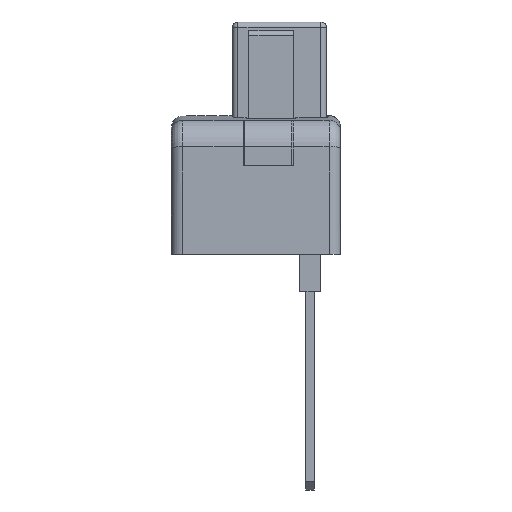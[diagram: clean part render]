
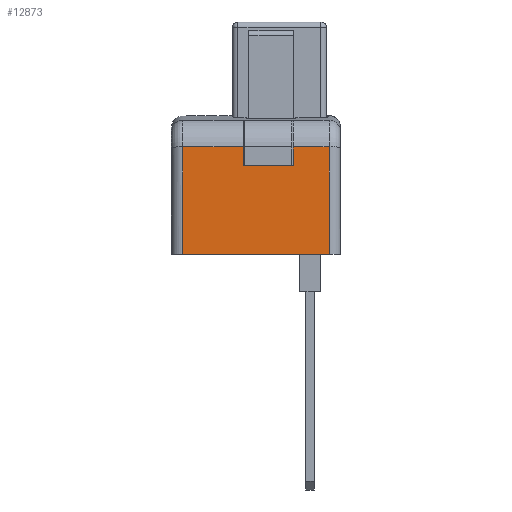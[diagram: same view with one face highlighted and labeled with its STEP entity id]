
A CAD part, front view. The second image highlights one B-rep face of the part: STEP entity #12873.
In plain terms, the highlighted planar face has unit normal (0, -1, 0).
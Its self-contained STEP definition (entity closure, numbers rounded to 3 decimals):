
#11865 = VERTEX_POINT ( 'NONE', #18966 ) ;
#11870 = EDGE_CURVE ( 'NONE', #11865, #11873, #18965, .T. ) ;
#11873 = VERTEX_POINT ( 'NONE', #18961 ) ;
#12705 = VERTEX_POINT ( 'NONE', #20176 ) ;
#12709 = EDGE_CURVE ( 'NONE', #12711, #12705, #20175, .T. ) ;
#12711 = VERTEX_POINT ( 'NONE', #20171 ) ;
#12717 = VERTEX_POINT ( 'NONE', #20164 ) ;
#12721 = EDGE_CURVE ( 'NONE', #12723, #12717, #20226, .T. ) ;
#12723 = VERTEX_POINT ( 'NONE', #20222 ) ;
#12832 = ORIENTED_EDGE ( 'NONE', *, *, #12833, .F. ) ;
#12833 = EDGE_CURVE ( 'NONE', #12723, #12705, #20390, .T. ) ;
#12835 = ORIENTED_EDGE ( 'NONE', *, *, #12721, .T. ) ;
#12836 = ORIENTED_EDGE ( 'NONE', *, *, #12837, .T. ) ;
#12837 = EDGE_CURVE ( 'NONE', #12717, #12839, #20386, .T. ) ;
#12839 = VERTEX_POINT ( 'NONE', #20437 ) ;
#12841 = ORIENTED_EDGE ( 'NONE', *, *, #12843, .T. ) ;
#12843 = EDGE_CURVE ( 'NONE', #12839, #11873, #20436, .T. ) ;
#12846 = ORIENTED_EDGE ( 'NONE', *, *, #11870, .F. ) ;
#12849 = ORIENTED_EDGE ( 'NONE', *, *, #12852, .T. ) ;
#12852 = EDGE_CURVE ( 'NONE', #11865, #12854, #20432, .T. ) ;
#12854 = VERTEX_POINT ( 'NONE', #20428 ) ;
#12856 = ORIENTED_EDGE ( 'NONE', *, *, #12959, .T. ) ;
#12873 = ADVANCED_FACE ( 'NONE', ( #20441 ), #20462, .T. ) ;
#12874 = EDGE_LOOP ( 'NONE', ( #12832, #12835, #12836, #12841, #12846, #12849, #12856, #12961 ) ) ;
#12959 = EDGE_CURVE ( 'NONE', #12854, #12711, #20561, .T. ) ;
#12961 = ORIENTED_EDGE ( 'NONE', *, *, #12709, .T. ) ;
#18961 = CARTESIAN_POINT ( 'NONE',  ( 2.5, -40.527, -19.886 ) ) ;
#18962 = DIRECTION ( 'NONE',  ( -1., 0., 0. ) ) ;
#18963 = VECTOR ( 'NONE', #18962, 1000. ) ;
#18964 = CARTESIAN_POINT ( 'NONE',  ( 31., -40.527, -19.886 ) ) ;
#18965 = LINE ( 'NONE', #18964, #18963 ) ;
#18966 = CARTESIAN_POINT ( 'NONE',  ( 29., -40.527, -19.886 ) ) ;
#20164 = CARTESIAN_POINT ( 'NONE',  ( 13.5, -40.527, -0.463 ) ) ;
#20171 = CARTESIAN_POINT ( 'NONE',  ( 22.5, -40.527, -0.463 ) ) ;
#20172 = DIRECTION ( 'NONE',  ( 0., 0., -1. ) ) ;
#20173 = VECTOR ( 'NONE', #20172, 1000. ) ;
#20174 = CARTESIAN_POINT ( 'NONE',  ( 22.5, -40.527, -19.886 ) ) ;
#20175 = LINE ( 'NONE', #20174, #20173 ) ;
#20176 = CARTESIAN_POINT ( 'NONE',  ( 22.5, -40.527, -3.886 ) ) ;
#20222 = CARTESIAN_POINT ( 'NONE',  ( 13.5, -40.527, -3.886 ) ) ;
#20223 = DIRECTION ( 'NONE',  ( 0., 0., 1. ) ) ;
#20224 = VECTOR ( 'NONE', #20223, 1000. ) ;
#20225 = CARTESIAN_POINT ( 'NONE',  ( 13.5, -40.527, -19.886 ) ) ;
#20226 = LINE ( 'NONE', #20225, #20224 ) ;
#20383 = DIRECTION ( 'NONE',  ( -1., 0., 0. ) ) ;
#20384 = VECTOR ( 'NONE', #20383, 1000. ) ;
#20385 = CARTESIAN_POINT ( 'NONE',  ( 31., -40.527, -0.463 ) ) ;
#20386 = LINE ( 'NONE', #20385, #20384 ) ;
#20387 = DIRECTION ( 'NONE',  ( 1., 0., 0. ) ) ;
#20388 = VECTOR ( 'NONE', #20387, 1000. ) ;
#20389 = CARTESIAN_POINT ( 'NONE',  ( 31., -40.527, -3.886 ) ) ;
#20390 = LINE ( 'NONE', #20389, #20388 ) ;
#20428 = CARTESIAN_POINT ( 'NONE',  ( 29., -40.527, -0.463 ) ) ;
#20429 = DIRECTION ( 'NONE',  ( 0., 0., 1. ) ) ;
#20430 = VECTOR ( 'NONE', #20429, 1000. ) ;
#20431 = CARTESIAN_POINT ( 'NONE',  ( 29., -40.527, -19.886 ) ) ;
#20432 = LINE ( 'NONE', #20431, #20430 ) ;
#20433 = DIRECTION ( 'NONE',  ( 0., 0., -1. ) ) ;
#20434 = VECTOR ( 'NONE', #20433, 1000. ) ;
#20435 = CARTESIAN_POINT ( 'NONE',  ( 2.5, -40.527, -19.886 ) ) ;
#20436 = LINE ( 'NONE', #20435, #20434 ) ;
#20437 = CARTESIAN_POINT ( 'NONE',  ( 2.5, -40.527, -0.463 ) ) ;
#20441 = FACE_OUTER_BOUND ( 'NONE', #12874, .T. ) ;
#20456 = DIRECTION ( 'NONE',  ( 0., 0., -1. ) ) ;
#20457 = DIRECTION ( 'NONE',  ( 0., -1., 0. ) ) ;
#20458 = CARTESIAN_POINT ( 'NONE',  ( 31., -40.527, -19.886 ) ) ;
#20459 = AXIS2_PLACEMENT_3D ( 'NONE', #20458, #20457, #20456 ) ;
#20462 = PLANE ( 'NONE',  #20459 ) ;
#20561 = LINE ( 'NONE', #20609, #20608 ) ;
#20607 = DIRECTION ( 'NONE',  ( -1., 0., 0. ) ) ;
#20608 = VECTOR ( 'NONE', #20607, 1000. ) ;
#20609 = CARTESIAN_POINT ( 'NONE',  ( 31., -40.527, -0.463 ) ) ;
